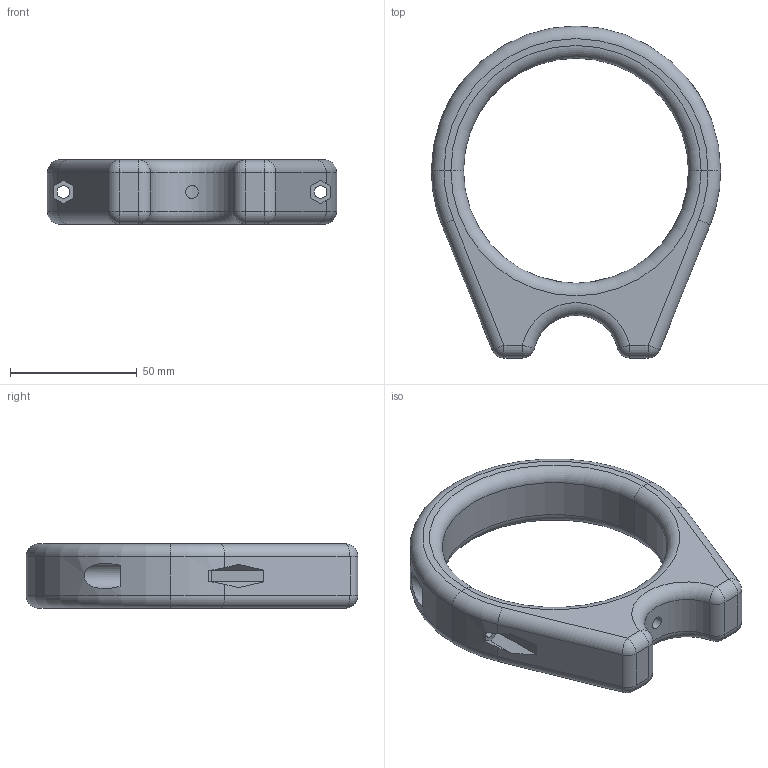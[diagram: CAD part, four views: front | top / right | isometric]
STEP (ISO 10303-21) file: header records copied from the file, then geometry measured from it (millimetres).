
FILE_DESCRIPTION(/* description */ (''),/* implementation_level */ '2;1');
FILE_NAME(/* name */ 'Buffer Mount.step',/* time_stamp */ '2024-06-01T19:16:06-04:00',/* author */ (''),/* organization */ (''),/* preprocessor_version */ 'ST-DEVELOPER v20',/* originating_system */ 'Autodesk Translation Framework v13.14.0.145',/* authorisation */ '');
FILE_SCHEMA (('AUTOMOTIVE_DESIGN { 1 0 10303 214 3 1 1 }'));
Length unit declared in the file: millimetre
Products named in the file (1): FusionComponent
Bounding box: 114.3 x 131.13 x 25.4 mm (x, y, z)
Volume: 123383.2 mm3; surface area: 28367.8 mm2
Topology: 2 solids, 2 shells, 75 faces, 178 edges, 110 vertices
Faces by surface type: plane 29, cylinder 26, torus 12, sphere 8
Full cylindrical faces by diameter (mm): 5 x5, 10 x1
Entity records: 2335 total; most frequent: CARTESIAN_POINT 491, DIRECTION 408, ORIENTED_EDGE 356, EDGE_CURVE 178, AXIS2_PLACEMENT_3D 160, VERTEX_POINT 110, EDGE_LOOP 88, LINE 88
